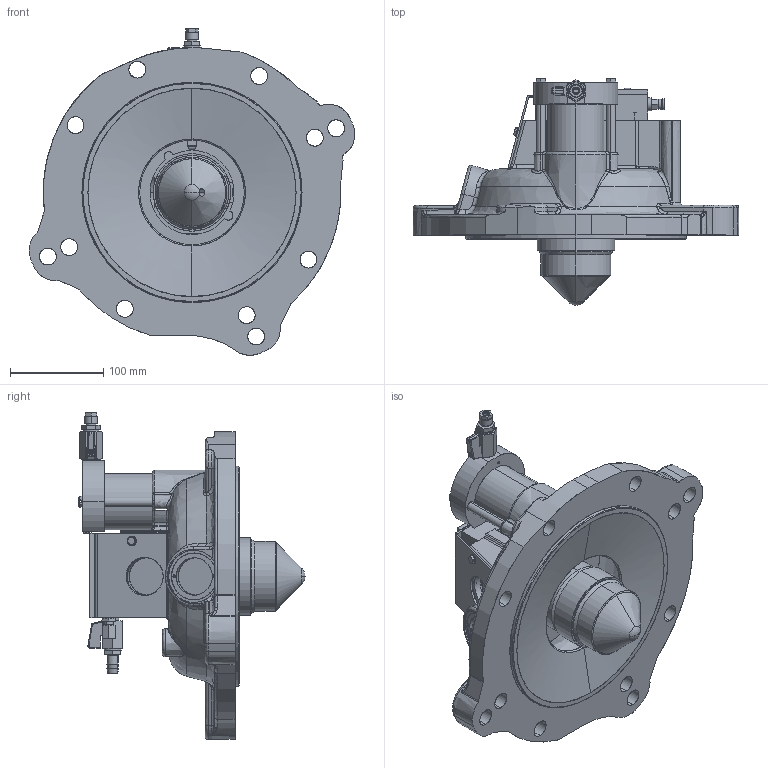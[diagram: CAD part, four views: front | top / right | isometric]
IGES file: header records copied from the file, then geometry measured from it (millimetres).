
Start section: SolidWorks IGES file using analytic representation for surfaces
Global section: file name: FHPE_23697.IGS; native system: SolidWorks 2010; preprocessor: SolidWorks 2010; author: LarsenR; date: 130730.125248; units: millimetre
Bounding box: 349.1 x 242.3 x 350.08 mm (x, y, z)
Surface area: 422874 mm2 (no closed solid volume)
Topology: 0 solids, 0 shells, 886 faces, 14644 edges, 14622 vertices
Faces by surface type: bspline 497, revolution 389
